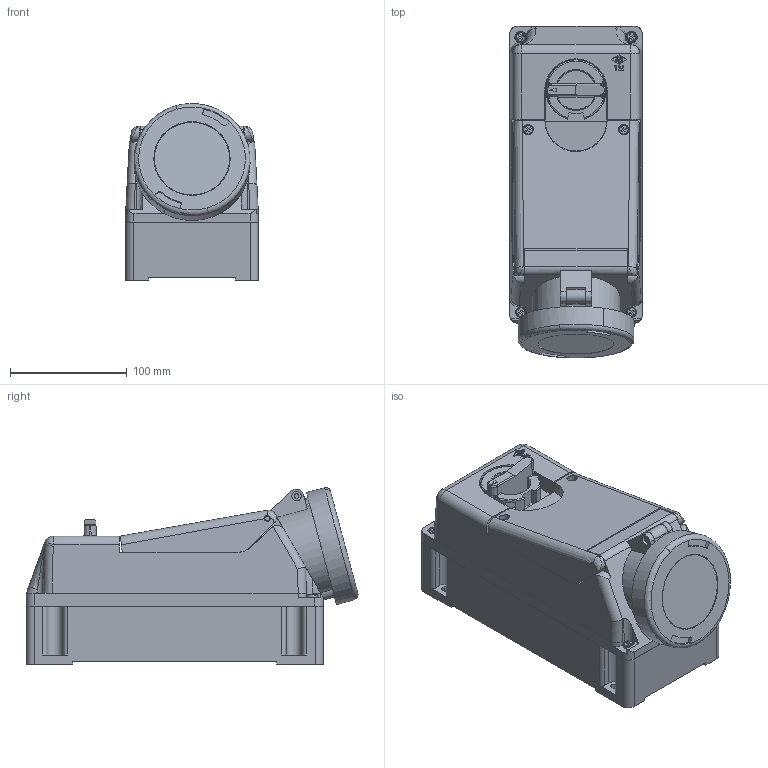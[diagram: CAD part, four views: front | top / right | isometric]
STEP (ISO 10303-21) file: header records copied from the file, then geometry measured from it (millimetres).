
FILE_DESCRIPTION(('Creo Elements/Direct Modeling STEP Export'),'2;1');
FILE_NAME('0ln7uvk5jm5jc983776','2022-07-12T11:13:35',(''),(''),'Creo Elements/Direct Modeling STEP processor for AP214 (Solid Model)','Creo Elements/Direct Modeling 20.1B 02-Apr-2019 (C) Parametric Technology GmbH','');
FILE_SCHEMA(('AUTOMOTIVE_DESIGN { 1 0 10303 214 1 1 1 1 }'));
Length unit declared in the file: millimetre
Products named in the file (2): TM_3264KIS
Assembly tree (1 placements, depth 2):
  TM_3264KIS
    TM_3264KIS
Bounding box: 114 x 284.71 x 151.53 mm (x, y, z)
Volume: 3274157.8 mm3; surface area: 186311.6 mm2
Topology: 1 solids, 1 shells, 552 faces, 1509 edges, 986 vertices
Faces by surface type: plane 297, cylinder 154, bspline 59, torus 29, cone 9, sphere 4
Entity records: 33181 total; most frequent: CARTESIAN_POINT 15722, ORIENTED_EDGE 3010, DIRECTION 2329, EDGE_CURVE 1505, VERTEX_POINT 986, VECTOR 789, LINE 789, AXIS2_PLACEMENT_3D 770
